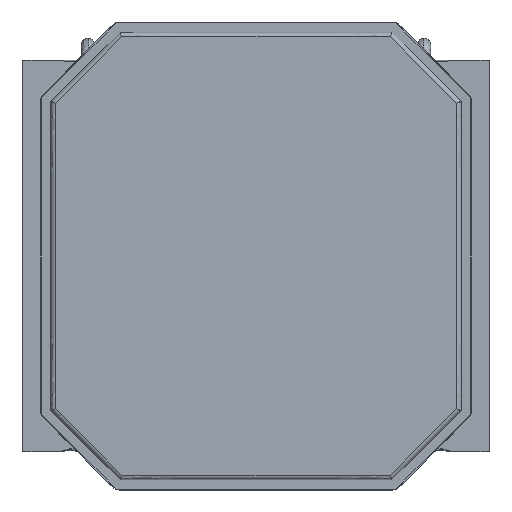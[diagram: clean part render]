
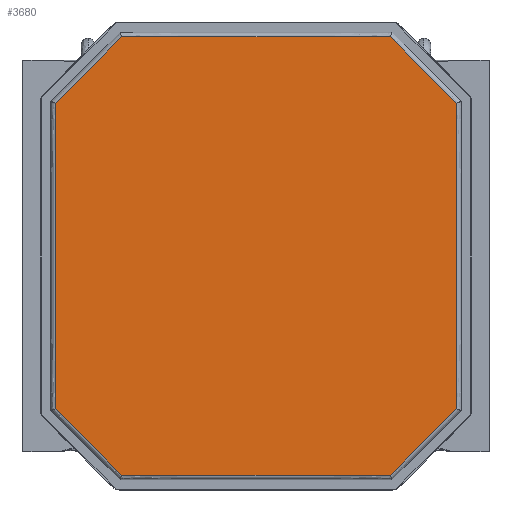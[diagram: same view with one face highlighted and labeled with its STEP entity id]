
A CAD part, front view. The second image highlights one B-rep face of the part: STEP entity #3680.
In plain terms, the highlighted free-form (B-spline) face has degree [1, 1] with [2, 2] control points.
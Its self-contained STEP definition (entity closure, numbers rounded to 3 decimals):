
#3477 = VERTEX_POINT('',#3478);
#3478 = CARTESIAN_POINT('',(-6.481,0.,-1.256));
#3485 = EDGE_CURVE('',#3477,#3486,#3488,.T.);
#3486 = VERTEX_POINT('',#3487);
#3487 = CARTESIAN_POINT('',(-5.444,0.,-0.218));
#3488 = B_SPLINE_CURVE_WITH_KNOTS('',1,(#3489,#3490),.UNSPECIFIED.,.F.,
  .F.,(2,2),(0.,1.007),
  .PIECEWISE_BEZIER_KNOTS.);
#3489 = CARTESIAN_POINT('',(-6.481,0.,-1.256));
#3490 = CARTESIAN_POINT('',(-5.444,0.,-0.218));
#3511 = EDGE_CURVE('',#3486,#3512,#3514,.T.);
#3512 = VERTEX_POINT('',#3513);
#3513 = CARTESIAN_POINT('',(-1.256,0.,-0.218));
#3514 = B_SPLINE_CURVE_WITH_KNOTS('',1,(#3515,#3516),.UNSPECIFIED.,.F.,
  .F.,(2,2),(-3.738,-0.862),.PIECEWISE_BEZIER_KNOTS.);
#3515 = CARTESIAN_POINT('',(-5.444,0.,-0.218));
#3516 = CARTESIAN_POINT('',(-1.256,0.,-0.218));
#3537 = EDGE_CURVE('',#3512,#3538,#3540,.T.);
#3538 = VERTEX_POINT('',#3539);
#3539 = CARTESIAN_POINT('',(-0.218,0.,-1.256));
#3540 = B_SPLINE_CURVE_WITH_KNOTS('',1,(#3541,#3542),.UNSPECIFIED.,.F.,
  .F.,(2,2),(0.,1.007),.PIECEWISE_BEZIER_KNOTS.);
#3541 = CARTESIAN_POINT('',(-1.256,0.,-0.218));
#3542 = CARTESIAN_POINT('',(-0.218,0.,-1.256));
#3563 = VERTEX_POINT('',#3564);
#3564 = CARTESIAN_POINT('',(-0.218,0.,-6.026));
#3573 = EDGE_CURVE('',#3538,#3563,#3574,.T.);
#3574 = B_SPLINE_CURVE_WITH_KNOTS('',1,(#3575,#3576),.UNSPECIFIED.,.F.,
  .F.,(2,2),(-4.138,-0.862),.PIECEWISE_BEZIER_KNOTS.);
#3575 = CARTESIAN_POINT('',(-0.218,0.,-1.256));
#3576 = CARTESIAN_POINT('',(-0.218,0.,-6.026));
#3589 = VERTEX_POINT('',#3590);
#3590 = CARTESIAN_POINT('',(-1.256,0.,-7.063));
#3599 = EDGE_CURVE('',#3563,#3589,#3600,.T.);
#3600 = B_SPLINE_CURVE_WITH_KNOTS('',1,(#3601,#3602),.UNSPECIFIED.,.F.,
  .F.,(2,2),(0.,1.007),.PIECEWISE_BEZIER_KNOTS.);
#3601 = CARTESIAN_POINT('',(-0.218,0.,-6.026));
#3602 = CARTESIAN_POINT('',(-1.256,0.,-7.063));
#3615 = VERTEX_POINT('',#3616);
#3616 = CARTESIAN_POINT('',(-5.444,0.,-7.063));
#3625 = EDGE_CURVE('',#3589,#3615,#3626,.T.);
#3626 = B_SPLINE_CURVE_WITH_KNOTS('',1,(#3627,#3628),.UNSPECIFIED.,.F.,
  .F.,(2,2),(0.862,3.738),.PIECEWISE_BEZIER_KNOTS.);
#3627 = CARTESIAN_POINT('',(-1.256,0.,-7.063));
#3628 = CARTESIAN_POINT('',(-5.444,0.,-7.063));
#3641 = EDGE_CURVE('',#3615,#3642,#3644,.T.);
#3642 = VERTEX_POINT('',#3643);
#3643 = CARTESIAN_POINT('',(-6.481,0.,-6.026));
#3644 = B_SPLINE_CURVE_WITH_KNOTS('',1,(#3645,#3646),.UNSPECIFIED.,.F.,
  .F.,(2,2),(0.,1.007),
  .PIECEWISE_BEZIER_KNOTS.);
#3645 = CARTESIAN_POINT('',(-5.444,0.,-7.063));
#3646 = CARTESIAN_POINT('',(-6.481,0.,-6.026));
#3667 = EDGE_CURVE('',#3642,#3477,#3668,.T.);
#3668 = B_SPLINE_CURVE_WITH_KNOTS('',1,(#3669,#3670),.UNSPECIFIED.,.F.,
  .F.,(2,2),(0.862,4.138),.PIECEWISE_BEZIER_KNOTS.);
#3669 = CARTESIAN_POINT('',(-6.481,0.,-6.026));
#3670 = CARTESIAN_POINT('',(-6.481,0.,-1.256));
#3680 = ADVANCED_FACE('',(#3681),#3691,.F.);
#3681 = FACE_BOUND('',#3682,.T.);
#3682 = EDGE_LOOP('',(#3683,#3684,#3685,#3686,#3687,#3688,#3689,#3690));
#3683 = ORIENTED_EDGE('',*,*,#3641,.F.);
#3684 = ORIENTED_EDGE('',*,*,#3625,.F.);
#3685 = ORIENTED_EDGE('',*,*,#3599,.F.);
#3686 = ORIENTED_EDGE('',*,*,#3573,.F.);
#3687 = ORIENTED_EDGE('',*,*,#3537,.F.);
#3688 = ORIENTED_EDGE('',*,*,#3511,.F.);
#3689 = ORIENTED_EDGE('',*,*,#3485,.F.);
#3690 = ORIENTED_EDGE('',*,*,#3667,.F.);
#3691 = B_SPLINE_SURFACE_WITH_KNOTS('',1,1,(
    (#3692,#3693)
    ,(#3694,#3695
    )),.UNSPECIFIED.,.F.,.F.,.F.,(2,2),(2,2),(0.15,4.85),(-4.45,-0.15),
  .PIECEWISE_BEZIER_KNOTS.);
#3692 = CARTESIAN_POINT('',(-6.481,0.,-7.063));
#3693 = CARTESIAN_POINT('',(-0.218,0.,-7.063));
#3694 = CARTESIAN_POINT('',(-6.481,0.,-0.218));
#3695 = CARTESIAN_POINT('',(-0.218,0.,-0.218));
